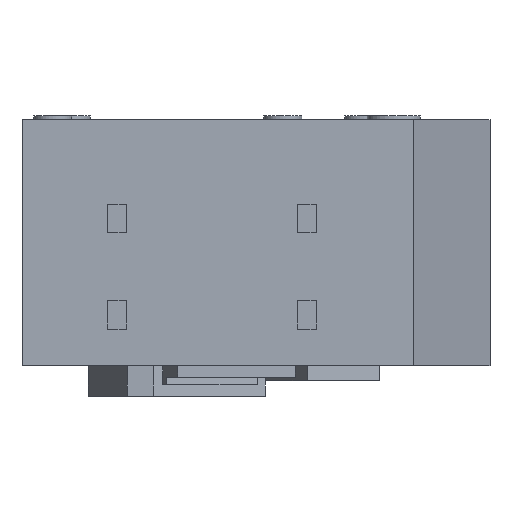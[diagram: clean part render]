
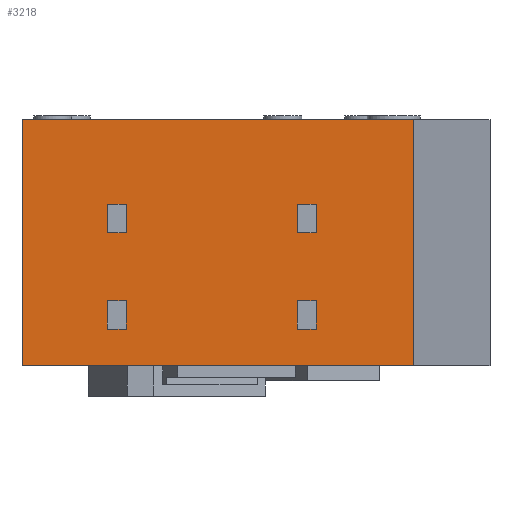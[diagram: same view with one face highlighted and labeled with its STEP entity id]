
A CAD part, front view. The second image highlights one B-rep face of the part: STEP entity #3218.
In plain terms, the highlighted planar face has unit normal (0, -1, 0).
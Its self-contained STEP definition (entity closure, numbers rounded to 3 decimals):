
#385=ORIENTED_EDGE('',*,*,#1289,.T.);
#386=ORIENTED_EDGE('',*,*,#1290,.T.);
#387=ORIENTED_EDGE('',*,*,#1291,.T.);
#388=ORIENTED_EDGE('',*,*,#1292,.T.);
#389=ORIENTED_EDGE('',*,*,#1293,.T.);
#390=ORIENTED_EDGE('',*,*,#1294,.T.);
#391=ORIENTED_EDGE('',*,*,#1295,.T.);
#392=ORIENTED_EDGE('',*,*,#1296,.T.);
#393=ORIENTED_EDGE('',*,*,#1297,.T.);
#394=ORIENTED_EDGE('',*,*,#1298,.T.);
#395=ORIENTED_EDGE('',*,*,#1299,.T.);
#396=ORIENTED_EDGE('',*,*,#1300,.T.);
#397=ORIENTED_EDGE('',*,*,#1301,.T.);
#398=ORIENTED_EDGE('',*,*,#1302,.T.);
#399=ORIENTED_EDGE('',*,*,#1303,.T.);
#400=ORIENTED_EDGE('',*,*,#1304,.T.);
#401=ORIENTED_EDGE('',*,*,#1305,.T.);
#402=ORIENTED_EDGE('',*,*,#1306,.F.);
#403=ORIENTED_EDGE('',*,*,#1307,.F.);
#404=ORIENTED_EDGE('',*,*,#1287,.T.);
#1287=EDGE_CURVE('',#1720,#1719,#2025,.T.);
#1289=EDGE_CURVE('',#1721,#1722,#2027,.T.);
#1290=EDGE_CURVE('',#1722,#1723,#2028,.T.);
#1291=EDGE_CURVE('',#1723,#1724,#2029,.T.);
#1292=EDGE_CURVE('',#1724,#1721,#2030,.T.);
#1293=EDGE_CURVE('',#1725,#1726,#2031,.T.);
#1294=EDGE_CURVE('',#1726,#1727,#2032,.T.);
#1295=EDGE_CURVE('',#1727,#1728,#2033,.T.);
#1296=EDGE_CURVE('',#1728,#1725,#2034,.T.);
#1297=EDGE_CURVE('',#1729,#1730,#2035,.T.);
#1298=EDGE_CURVE('',#1730,#1731,#2036,.T.);
#1299=EDGE_CURVE('',#1731,#1732,#2037,.T.);
#1300=EDGE_CURVE('',#1732,#1729,#2038,.T.);
#1301=EDGE_CURVE('',#1733,#1734,#2039,.T.);
#1302=EDGE_CURVE('',#1734,#1735,#2040,.T.);
#1303=EDGE_CURVE('',#1735,#1736,#2041,.T.);
#1304=EDGE_CURVE('',#1736,#1733,#2042,.T.);
#1305=EDGE_CURVE('',#1719,#1737,#2043,.T.);
#1306=EDGE_CURVE('',#1738,#1737,#2044,.T.);
#1307=EDGE_CURVE('',#1720,#1738,#2045,.T.);
#1719=VERTEX_POINT('',#4972);
#1720=VERTEX_POINT('',#4974);
#1721=VERTEX_POINT('',#4978);
#1722=VERTEX_POINT('',#4979);
#1723=VERTEX_POINT('',#4981);
#1724=VERTEX_POINT('',#4983);
#1725=VERTEX_POINT('',#4986);
#1726=VERTEX_POINT('',#4987);
#1727=VERTEX_POINT('',#4989);
#1728=VERTEX_POINT('',#4991);
#1729=VERTEX_POINT('',#4994);
#1730=VERTEX_POINT('',#4995);
#1731=VERTEX_POINT('',#4997);
#1732=VERTEX_POINT('',#4999);
#1733=VERTEX_POINT('',#5002);
#1734=VERTEX_POINT('',#5003);
#1735=VERTEX_POINT('',#5005);
#1736=VERTEX_POINT('',#5007);
#1737=VERTEX_POINT('',#5010);
#1738=VERTEX_POINT('',#5012);
#2025=LINE('',#4973,#2403);
#2027=LINE('',#4977,#2405);
#2028=LINE('',#4980,#2406);
#2029=LINE('',#4982,#2407);
#2030=LINE('',#4984,#2408);
#2031=LINE('',#4985,#2409);
#2032=LINE('',#4988,#2410);
#2033=LINE('',#4990,#2411);
#2034=LINE('',#4992,#2412);
#2035=LINE('',#4993,#2413);
#2036=LINE('',#4996,#2414);
#2037=LINE('',#4998,#2415);
#2038=LINE('',#5000,#2416);
#2039=LINE('',#5001,#2417);
#2040=LINE('',#5004,#2418);
#2041=LINE('',#5006,#2419);
#2042=LINE('',#5008,#2420);
#2043=LINE('',#5009,#2421);
#2044=LINE('',#5011,#2422);
#2045=LINE('',#5013,#2423);
#2403=VECTOR('',#3961,1000.);
#2405=VECTOR('',#3965,1000.);
#2406=VECTOR('',#3966,1000.);
#2407=VECTOR('',#3967,1000.);
#2408=VECTOR('',#3968,1000.);
#2409=VECTOR('',#3969,1000.);
#2410=VECTOR('',#3970,1000.);
#2411=VECTOR('',#3971,1000.);
#2412=VECTOR('',#3972,1000.);
#2413=VECTOR('',#3973,1000.);
#2414=VECTOR('',#3974,1000.);
#2415=VECTOR('',#3975,1000.);
#2416=VECTOR('',#3976,1000.);
#2417=VECTOR('',#3977,1000.);
#2418=VECTOR('',#3978,1000.);
#2419=VECTOR('',#3979,1000.);
#2420=VECTOR('',#3980,1000.);
#2421=VECTOR('',#3981,1000.);
#2422=VECTOR('',#3982,1000.);
#2423=VECTOR('',#3983,1000.);
#2670=EDGE_LOOP('',(#385,#386,#387,#388));
#2671=EDGE_LOOP('',(#389,#390,#391,#392));
#2672=EDGE_LOOP('',(#393,#394,#395,#396));
#2673=EDGE_LOOP('',(#397,#398,#399,#400));
#2674=EDGE_LOOP('',(#401,#402,#403,#404));
#2875=FACE_BOUND('',#2670,.T.);
#2876=FACE_BOUND('',#2671,.T.);
#2877=FACE_BOUND('',#2672,.T.);
#2878=FACE_BOUND('',#2673,.T.);
#2879=FACE_BOUND('',#2674,.T.);
#3073=PLANE('',#3458);
#3218=ADVANCED_FACE('',(#2875,#2876,#2877,#2878,#2879),#3073,.F.);
#3458=AXIS2_PLACEMENT_3D('',#4976,#3963,#3964);
#3961=DIRECTION('',(0.,0.,-1.));
#3963=DIRECTION('',(0.,1.,0.));
#3964=DIRECTION('',(0.,0.,1.));
#3965=DIRECTION('',(0.,0.,-1.));
#3966=DIRECTION('',(-1.,0.,0.));
#3967=DIRECTION('',(0.,0.,1.));
#3968=DIRECTION('',(1.,0.,0.));
#3969=DIRECTION('',(0.,0.,-1.));
#3970=DIRECTION('',(-1.,0.,0.));
#3971=DIRECTION('',(0.,0.,1.));
#3972=DIRECTION('',(1.,0.,0.));
#3973=DIRECTION('',(0.,0.,-1.));
#3974=DIRECTION('',(-1.,0.,0.));
#3975=DIRECTION('',(0.,0.,1.));
#3976=DIRECTION('',(1.,0.,0.));
#3977=DIRECTION('',(0.,0.,-1.));
#3978=DIRECTION('',(-1.,0.,0.));
#3979=DIRECTION('',(0.,0.,1.));
#3980=DIRECTION('',(1.,0.,0.));
#3981=DIRECTION('',(1.,0.,0.));
#3982=DIRECTION('',(0.,0.,-1.));
#3983=DIRECTION('',(1.,0.,0.));
#4972=CARTESIAN_POINT('',(-7.5,0.,0.));
#4973=CARTESIAN_POINT('',(-7.5,0.,5.08));
#4974=CARTESIAN_POINT('',(-7.5,0.,6.48));
#4976=CARTESIAN_POINT('',(-7.5,0.,5.08));
#4977=CARTESIAN_POINT('',(-4.75,0.,1.715));
#4978=CARTESIAN_POINT('',(-4.75,0.,1.715));
#4979=CARTESIAN_POINT('',(-4.75,0.,0.965));
#4980=CARTESIAN_POINT('',(-4.75,0.,0.965));
#4981=CARTESIAN_POINT('',(-5.25,0.,0.965));
#4982=CARTESIAN_POINT('',(-5.25,0.,0.965));
#4983=CARTESIAN_POINT('',(-5.25,0.,1.715));
#4984=CARTESIAN_POINT('',(-5.25,0.,1.715));
#4985=CARTESIAN_POINT('',(-4.75,0.,4.255));
#4986=CARTESIAN_POINT('',(-4.75,0.,4.255));
#4987=CARTESIAN_POINT('',(-4.75,0.,3.505));
#4988=CARTESIAN_POINT('',(-4.75,0.,3.505));
#4989=CARTESIAN_POINT('',(-5.25,0.,3.505));
#4990=CARTESIAN_POINT('',(-5.25,0.,3.505));
#4991=CARTESIAN_POINT('',(-5.25,0.,4.255));
#4992=CARTESIAN_POINT('',(-5.25,0.,4.255));
#4993=CARTESIAN_POINT('',(0.25,0.,1.715));
#4994=CARTESIAN_POINT('',(0.25,0.,1.715));
#4995=CARTESIAN_POINT('',(0.25,0.,0.965));
#4996=CARTESIAN_POINT('',(0.25,0.,0.965));
#4997=CARTESIAN_POINT('',(-0.25,0.,0.965));
#4998=CARTESIAN_POINT('',(-0.25,0.,0.965));
#4999=CARTESIAN_POINT('',(-0.25,0.,1.715));
#5000=CARTESIAN_POINT('',(-0.25,0.,1.715));
#5001=CARTESIAN_POINT('',(0.25,0.,4.255));
#5002=CARTESIAN_POINT('',(0.25,0.,4.255));
#5003=CARTESIAN_POINT('',(0.25,0.,3.505));
#5004=CARTESIAN_POINT('',(0.25,0.,3.505));
#5005=CARTESIAN_POINT('',(-0.25,0.,3.505));
#5006=CARTESIAN_POINT('',(-0.25,0.,3.505));
#5007=CARTESIAN_POINT('',(-0.25,0.,4.255));
#5008=CARTESIAN_POINT('',(-0.25,0.,4.255));
#5009=CARTESIAN_POINT('',(-7.5,0.,0.));
#5010=CARTESIAN_POINT('',(2.82,0.,0.));
#5011=CARTESIAN_POINT('',(2.82,0.,5.08));
#5012=CARTESIAN_POINT('',(2.82,0.,6.48));
#5013=CARTESIAN_POINT('',(-7.5,0.,6.48));
